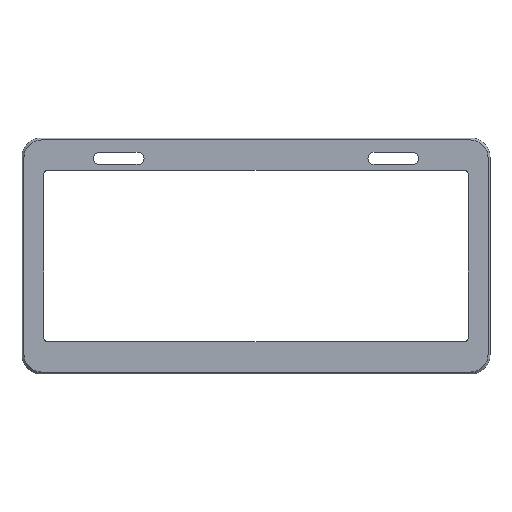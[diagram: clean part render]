
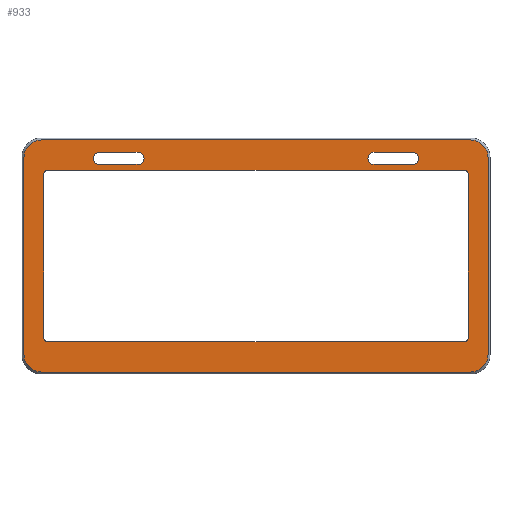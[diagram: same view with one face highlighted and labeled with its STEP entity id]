
A CAD part, top view. The second image highlights one B-rep face of the part: STEP entity #933.
In plain terms, the highlighted planar face has unit normal (0, 0, 1).
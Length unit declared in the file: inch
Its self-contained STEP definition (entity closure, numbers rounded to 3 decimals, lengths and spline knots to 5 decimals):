
#15=FACE_BOUND('',#134,.T.);
#16=FACE_BOUND('',#135,.T.);
#17=FACE_BOUND('',#136,.T.);
#39=PLANE('',#1015);
#75=FACE_OUTER_BOUND('',#133,.T.);
#133=EDGE_LOOP('',(#681,#682,#683,#684,#685,#686,#687,#688));
#134=EDGE_LOOP('',(#689,#690,#691,#692));
#135=EDGE_LOOP('',(#693,#694,#695,#696));
#136=EDGE_LOOP('',(#697,#698,#699,#700,#701,#702,#703,#704));
#185=CIRCLE('',#994,0.45);
#187=CIRCLE('',#998,0.45);
#189=CIRCLE('',#1002,0.45);
#191=CIRCLE('',#1006,0.45);
#195=CIRCLE('',#1016,0.1565);
#196=CIRCLE('',#1017,0.1565);
#197=CIRCLE('',#1018,0.1565);
#198=CIRCLE('',#1019,0.1565);
#199=CIRCLE('',#1020,0.1);
#200=CIRCLE('',#1021,0.1);
#201=CIRCLE('',#1022,0.1);
#202=CIRCLE('',#1023,0.1);
#228=LINE('',#1399,#324);
#232=LINE('',#1411,#328);
#236=LINE('',#1423,#332);
#239=LINE('',#1432,#335);
#248=LINE('',#1457,#344);
#249=LINE('',#1460,#345);
#250=LINE('',#1465,#346);
#251=LINE('',#1468,#347);
#252=LINE('',#1471,#348);
#253=LINE('',#1475,#349);
#254=LINE('',#1479,#350);
#255=LINE('',#1483,#351);
#324=VECTOR('',#1104,0.3937);
#328=VECTOR('',#1116,0.3937);
#332=VECTOR('',#1128,0.3937);
#335=VECTOR('',#1139,0.3937);
#344=VECTOR('',#1164,0.3937);
#345=VECTOR('',#1167,0.3937);
#346=VECTOR('',#1170,0.3937);
#347=VECTOR('',#1173,0.3937);
#348=VECTOR('',#1174,0.3937);
#349=VECTOR('',#1177,0.3937);
#350=VECTOR('',#1180,0.3937);
#351=VECTOR('',#1183,0.3937);
#418=VERTEX_POINT('',#1388);
#419=VERTEX_POINT('',#1390);
#422=VERTEX_POINT('',#1397);
#424=VERTEX_POINT('',#1403);
#426=VERTEX_POINT('',#1409);
#428=VERTEX_POINT('',#1415);
#430=VERTEX_POINT('',#1421);
#432=VERTEX_POINT('',#1427);
#438=VERTEX_POINT('',#1453);
#439=VERTEX_POINT('',#1454);
#440=VERTEX_POINT('',#1456);
#441=VERTEX_POINT('',#1458);
#442=VERTEX_POINT('',#1461);
#443=VERTEX_POINT('',#1462);
#444=VERTEX_POINT('',#1464);
#445=VERTEX_POINT('',#1466);
#446=VERTEX_POINT('',#1469);
#447=VERTEX_POINT('',#1470);
#448=VERTEX_POINT('',#1472);
#449=VERTEX_POINT('',#1474);
#450=VERTEX_POINT('',#1476);
#451=VERTEX_POINT('',#1478);
#452=VERTEX_POINT('',#1480);
#453=VERTEX_POINT('',#1482);
#498=EDGE_CURVE('',#418,#419,#185,.T.);
#502=EDGE_CURVE('',#422,#418,#228,.T.);
#505=EDGE_CURVE('',#424,#422,#187,.T.);
#508=EDGE_CURVE('',#426,#424,#232,.T.);
#511=EDGE_CURVE('',#428,#426,#189,.T.);
#514=EDGE_CURVE('',#430,#428,#236,.T.);
#517=EDGE_CURVE('',#432,#430,#191,.T.);
#519=EDGE_CURVE('',#419,#432,#239,.T.);
#530=EDGE_CURVE('',#438,#439,#195,.T.);
#531=EDGE_CURVE('',#439,#440,#248,.T.);
#532=EDGE_CURVE('',#440,#441,#196,.T.);
#533=EDGE_CURVE('',#441,#438,#249,.T.);
#534=EDGE_CURVE('',#442,#443,#197,.T.);
#535=EDGE_CURVE('',#443,#444,#250,.T.);
#536=EDGE_CURVE('',#444,#445,#198,.T.);
#537=EDGE_CURVE('',#445,#442,#251,.T.);
#538=EDGE_CURVE('',#446,#447,#252,.T.);
#539=EDGE_CURVE('',#448,#447,#199,.T.);
#540=EDGE_CURVE('',#448,#449,#253,.T.);
#541=EDGE_CURVE('',#450,#449,#200,.T.);
#542=EDGE_CURVE('',#450,#451,#254,.T.);
#543=EDGE_CURVE('',#452,#451,#201,.T.);
#544=EDGE_CURVE('',#452,#453,#255,.T.);
#545=EDGE_CURVE('',#446,#453,#202,.T.);
#681=ORIENTED_EDGE('',*,*,#498,.F.);
#682=ORIENTED_EDGE('',*,*,#502,.F.);
#683=ORIENTED_EDGE('',*,*,#505,.F.);
#684=ORIENTED_EDGE('',*,*,#508,.F.);
#685=ORIENTED_EDGE('',*,*,#511,.F.);
#686=ORIENTED_EDGE('',*,*,#514,.F.);
#687=ORIENTED_EDGE('',*,*,#517,.F.);
#688=ORIENTED_EDGE('',*,*,#519,.F.);
#689=ORIENTED_EDGE('',*,*,#530,.T.);
#690=ORIENTED_EDGE('',*,*,#531,.T.);
#691=ORIENTED_EDGE('',*,*,#532,.T.);
#692=ORIENTED_EDGE('',*,*,#533,.T.);
#693=ORIENTED_EDGE('',*,*,#534,.T.);
#694=ORIENTED_EDGE('',*,*,#535,.T.);
#695=ORIENTED_EDGE('',*,*,#536,.T.);
#696=ORIENTED_EDGE('',*,*,#537,.T.);
#697=ORIENTED_EDGE('',*,*,#538,.T.);
#698=ORIENTED_EDGE('',*,*,#539,.F.);
#699=ORIENTED_EDGE('',*,*,#540,.T.);
#700=ORIENTED_EDGE('',*,*,#541,.F.);
#701=ORIENTED_EDGE('',*,*,#542,.T.);
#702=ORIENTED_EDGE('',*,*,#543,.F.);
#703=ORIENTED_EDGE('',*,*,#544,.T.);
#704=ORIENTED_EDGE('',*,*,#545,.F.);
#933=ADVANCED_FACE('',(#75,#15,#16,#17),#39,.T.);
#994=AXIS2_PLACEMENT_3D('',#1391,#1096,#1097);
#998=AXIS2_PLACEMENT_3D('',#1405,#1109,#1110);
#1002=AXIS2_PLACEMENT_3D('',#1417,#1121,#1122);
#1006=AXIS2_PLACEMENT_3D('',#1429,#1133,#1134);
#1015=AXIS2_PLACEMENT_3D('',#1452,#1160,#1161);
#1016=AXIS2_PLACEMENT_3D('',#1455,#1162,#1163);
#1017=AXIS2_PLACEMENT_3D('',#1459,#1165,#1166);
#1018=AXIS2_PLACEMENT_3D('',#1463,#1168,#1169);
#1019=AXIS2_PLACEMENT_3D('',#1467,#1171,#1172);
#1020=AXIS2_PLACEMENT_3D('',#1473,#1175,#1176);
#1021=AXIS2_PLACEMENT_3D('',#1477,#1178,#1179);
#1022=AXIS2_PLACEMENT_3D('',#1481,#1181,#1182);
#1023=AXIS2_PLACEMENT_3D('',#1484,#1184,#1185);
#1096=DIRECTION('center_axis',(0.,0.,-1.));
#1097=DIRECTION('ref_axis',(-1.,0.,0.));
#1104=DIRECTION('',(-1.,0.,0.));
#1109=DIRECTION('center_axis',(0.,0.,-1.));
#1110=DIRECTION('ref_axis',(0.,-1.,0.));
#1116=DIRECTION('',(0.,-1.,0.));
#1121=DIRECTION('center_axis',(0.,0.,-1.));
#1122=DIRECTION('ref_axis',(1.,0.,0.));
#1128=DIRECTION('',(1.,0.,0.));
#1133=DIRECTION('center_axis',(0.,0.,-1.));
#1134=DIRECTION('ref_axis',(0.,1.,0.));
#1139=DIRECTION('',(0.,1.,0.));
#1160=DIRECTION('center_axis',(0.,0.,1.));
#1161=DIRECTION('ref_axis',(1.,0.,0.));
#1162=DIRECTION('center_axis',(0.,0.,-1.));
#1163=DIRECTION('ref_axis',(0.,1.,0.));
#1164=DIRECTION('',(1.,0.,0.));
#1165=DIRECTION('center_axis',(0.,0.,-1.));
#1166=DIRECTION('ref_axis',(0.,-1.,0.));
#1167=DIRECTION('',(-1.,0.,0.));
#1168=DIRECTION('center_axis',(0.,0.,-1.));
#1169=DIRECTION('ref_axis',(0.,1.,0.));
#1170=DIRECTION('',(1.,0.,0.));
#1171=DIRECTION('center_axis',(0.,0.,-1.));
#1172=DIRECTION('ref_axis',(0.,-1.,0.));
#1173=DIRECTION('',(-1.,0.,0.));
#1174=DIRECTION('',(0.,-1.,0.));
#1175=DIRECTION('center_axis',(0.,0.,1.));
#1176=DIRECTION('ref_axis',(0.707,-0.707,0.));
#1177=DIRECTION('',(-1.,0.,0.));
#1178=DIRECTION('center_axis',(0.,0.,1.));
#1179=DIRECTION('ref_axis',(-0.707,-0.707,0.));
#1180=DIRECTION('',(0.,1.,0.));
#1181=DIRECTION('center_axis',(0.,0.,1.));
#1182=DIRECTION('ref_axis',(-0.707,0.707,0.));
#1183=DIRECTION('',(1.,0.,0.));
#1184=DIRECTION('center_axis',(0.,0.,1.));
#1185=DIRECTION('ref_axis',(0.707,0.707,0.));
#1388=CARTESIAN_POINT('',(0.5,0.05,0.2));
#1390=CARTESIAN_POINT('',(0.05,0.5,0.2));
#1391=CARTESIAN_POINT('Origin',(0.5,0.5,0.2));
#1397=CARTESIAN_POINT('',(11.6,0.05,0.2));
#1399=CARTESIAN_POINT('',(3.275,0.05,0.2));
#1403=CARTESIAN_POINT('',(12.05,0.5,0.2));
#1405=CARTESIAN_POINT('Origin',(11.6,0.5,0.2));
#1409=CARTESIAN_POINT('',(12.05,5.6,0.2));
#1411=CARTESIAN_POINT('',(12.05,1.775,0.2));
#1415=CARTESIAN_POINT('',(11.6,6.05,0.2));
#1417=CARTESIAN_POINT('Origin',(11.6,5.6,0.2));
#1421=CARTESIAN_POINT('',(0.5,6.05,0.2));
#1423=CARTESIAN_POINT('',(8.825,6.05,0.2));
#1427=CARTESIAN_POINT('',(0.05,5.6,0.2));
#1429=CARTESIAN_POINT('Origin',(0.5,5.6,0.2));
#1432=CARTESIAN_POINT('',(0.05,4.325,0.2));
#1452=CARTESIAN_POINT('Origin',(6.05,3.05,0.2));
#1453=CARTESIAN_POINT('',(9.10105,5.4175,0.2));
#1454=CARTESIAN_POINT('',(9.10105,5.7305,0.2));
#1455=CARTESIAN_POINT('Origin',(9.10105,5.574,0.2));
#1456=CARTESIAN_POINT('',(10.10105,5.7305,0.2));
#1457=CARTESIAN_POINT('',(10.10105,5.7305,0.2));
#1458=CARTESIAN_POINT('',(10.10105,5.4175,0.2));
#1459=CARTESIAN_POINT('Origin',(10.10105,5.574,0.2));
#1460=CARTESIAN_POINT('',(9.10105,5.4175,0.2));
#1461=CARTESIAN_POINT('',(2.,5.4175,0.2));
#1462=CARTESIAN_POINT('',(2.,5.7305,0.2));
#1463=CARTESIAN_POINT('Origin',(2.,5.574,0.2));
#1464=CARTESIAN_POINT('',(3.,5.7305,0.2));
#1465=CARTESIAN_POINT('',(3.,5.7305,0.2));
#1466=CARTESIAN_POINT('',(3.,5.4175,0.2));
#1467=CARTESIAN_POINT('Origin',(3.,5.574,0.2));
#1468=CARTESIAN_POINT('',(2.,5.4175,0.2));
#1469=CARTESIAN_POINT('',(11.537,5.171,0.2));
#1470=CARTESIAN_POINT('',(11.537,0.929,0.2));
#1471=CARTESIAN_POINT('',(11.537,3.05,0.2));
#1472=CARTESIAN_POINT('',(11.437,0.829,0.2));
#1473=CARTESIAN_POINT('Origin',(11.437,0.929,0.2));
#1474=CARTESIAN_POINT('',(0.663,0.829,0.2));
#1475=CARTESIAN_POINT('',(11.537,0.829,0.2));
#1476=CARTESIAN_POINT('',(0.563,0.929,0.2));
#1477=CARTESIAN_POINT('Origin',(0.663,0.929,0.2));
#1478=CARTESIAN_POINT('',(0.563,5.171,0.2));
#1479=CARTESIAN_POINT('',(0.563,5.271,0.2));
#1480=CARTESIAN_POINT('',(0.663,5.271,0.2));
#1481=CARTESIAN_POINT('Origin',(0.663,5.171,0.2));
#1482=CARTESIAN_POINT('',(11.437,5.271,0.2));
#1483=CARTESIAN_POINT('',(11.537,5.271,0.2));
#1484=CARTESIAN_POINT('Origin',(11.437,5.171,0.2));
